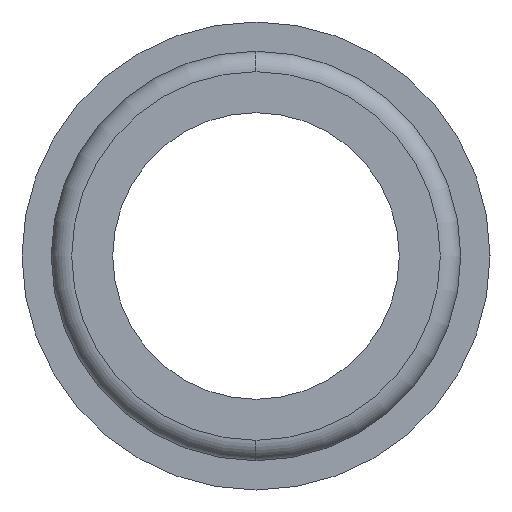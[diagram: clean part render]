
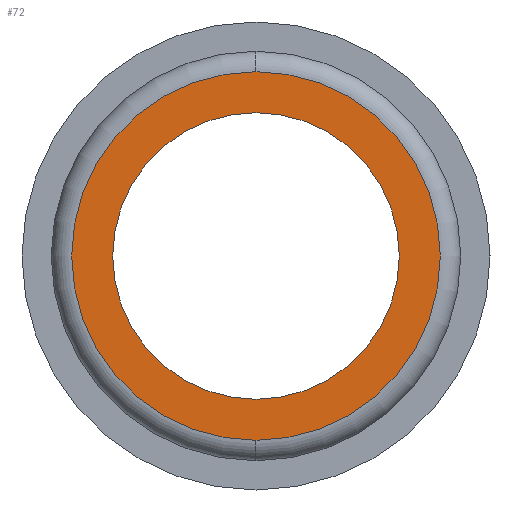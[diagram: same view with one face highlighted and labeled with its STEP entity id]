
A CAD part, left-side view. The second image highlights one B-rep face of the part: STEP entity #72.
In plain terms, the highlighted planar face has unit normal (-1, 0, 0).
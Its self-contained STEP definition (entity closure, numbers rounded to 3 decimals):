
#72=ADVANCED_FACE('',(#142,#143),#144,.T.);
#142=FACE_BOUND('',#232,.T.);
#143=FACE_OUTER_BOUND('',#233,.T.);
#144=PLANE('',#234);
#232=EDGE_LOOP('',(#460,#461));
#233=EDGE_LOOP('',(#462,#463,#464));
#234=AXIS2_PLACEMENT_3D('',#465,#466,#467);
#460=ORIENTED_EDGE('',*,*,#630,.T.);
#461=ORIENTED_EDGE('',*,*,#592,.T.);
#462=ORIENTED_EDGE('',*,*,#631,.T.);
#463=ORIENTED_EDGE('',*,*,#588,.T.);
#464=ORIENTED_EDGE('',*,*,#632,.T.);
#465=CARTESIAN_POINT('',(0.0,0.0,0.0));
#466=DIRECTION('',(-1.0,0.0,0.0));
#467=DIRECTION('',(0.0,0.0,1.0));
#588=EDGE_CURVE('',#696,#700,#702,.T.);
#592=EDGE_CURVE('',#704,#708,#710,.T.);
#630=EDGE_CURVE('',#708,#704,#771,.T.);
#631=EDGE_CURVE('',#772,#696,#773,.T.);
#632=EDGE_CURVE('',#700,#772,#774,.T.);
#696=VERTEX_POINT('',#852);
#700=VERTEX_POINT('',#856);
#702=CIRCLE('',#858,6.3);
#704=VERTEX_POINT('',#860);
#708=VERTEX_POINT('',#865);
#710=CIRCLE('',#868,4.9);
#771=CIRCLE('',#941,4.9);
#772=VERTEX_POINT('',#942);
#773=CIRCLE('',#943,6.3);
#774=CIRCLE('',#944,6.3);
#852=CARTESIAN_POINT('',(0.0,0.,-6.3));
#856=CARTESIAN_POINT('',(0.0,0.,6.3));
#858=AXIS2_PLACEMENT_3D('',#1016,#1017,#1018);
#860=CARTESIAN_POINT('',(0.0,0.,-4.9));
#865=CARTESIAN_POINT('',(0.0,0.,4.9));
#868=AXIS2_PLACEMENT_3D('',#1024,#1025,#1026);
#941=AXIS2_PLACEMENT_3D('',#1114,#1115,#1116);
#942=CARTESIAN_POINT('',(0.,6.3,0.0));
#943=AXIS2_PLACEMENT_3D('',#1117,#1118,#1119);
#944=AXIS2_PLACEMENT_3D('',#1120,#1121,#1122);
#1016=CARTESIAN_POINT('',(0.0,0.0,0.0));
#1017=DIRECTION('',(-1.0,0.0,0.0));
#1018=DIRECTION('',(0.0,1.0,0.0));
#1024=CARTESIAN_POINT('',(0.0,0.0,0.0));
#1025=DIRECTION('',(1.0,-0.0,0.0));
#1026=DIRECTION('',(0.0,0.0,-1.0));
#1114=CARTESIAN_POINT('',(0.0,0.0,0.0));
#1115=DIRECTION('',(1.0,-0.0,0.0));
#1116=DIRECTION('',(0.0,0.0,-1.0));
#1117=CARTESIAN_POINT('',(0.0,0.0,0.0));
#1118=DIRECTION('',(-1.0,0.0,0.0));
#1119=DIRECTION('',(0.0,1.0,0.0));
#1120=CARTESIAN_POINT('',(0.0,0.0,0.0));
#1121=DIRECTION('',(-1.0,0.0,0.0));
#1122=DIRECTION('',(0.0,1.0,0.0));
